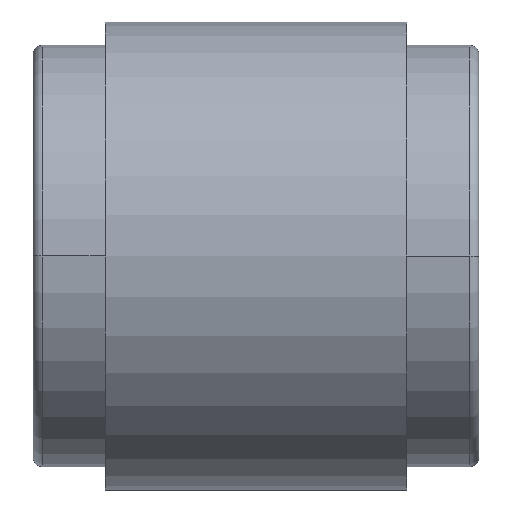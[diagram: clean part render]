
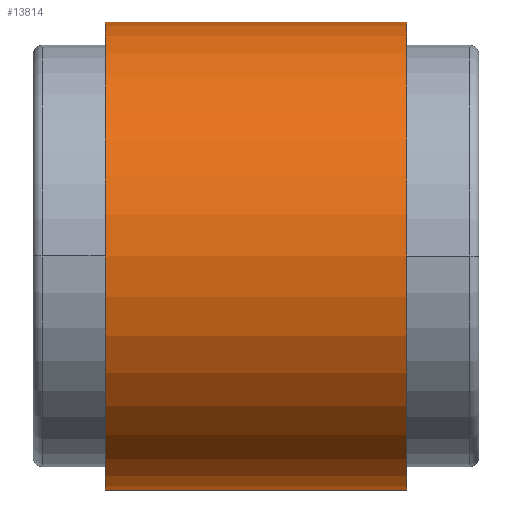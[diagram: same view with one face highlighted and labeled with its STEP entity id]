
A CAD part, left-side view. The second image highlights one B-rep face of the part: STEP entity #13814.
In plain terms, the highlighted cylindrical face has radius 260 mm (diameter 520 mm), a partial arc.
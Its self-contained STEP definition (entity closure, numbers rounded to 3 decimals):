
#187 = DIRECTION ( 'NONE',  ( 1., 0., 0. ) ) ;
#411 = DIRECTION ( 'NONE',  ( 0., -1., 0. ) ) ;
#1444 = ORIENTED_EDGE ( 'NONE', *, *, #10530, .T. ) ;
#1823 = CIRCLE ( 'NONE', #12622, 260. ) ;
#2554 = DIRECTION ( 'NONE',  ( 0., 0., -1. ) ) ;
#2576 = VECTOR ( 'NONE', #9921, 1000. ) ;
#3017 = VERTEX_POINT ( 'NONE', #10924 ) ;
#3343 = ORIENTED_EDGE ( 'NONE', *, *, #11427, .T. ) ;
#4032 = CARTESIAN_POINT ( 'NONE',  ( 0., 247.5, -260. ) ) ;
#4096 = DIRECTION ( 'NONE',  ( 1., 0., 0. ) ) ;
#4840 = CIRCLE ( 'NONE', #12872, 260. ) ;
#4846 = FACE_OUTER_BOUND ( 'NONE', #7634, .T. ) ;
#4902 = DIRECTION ( 'NONE',  ( 0., 1., 0. ) ) ;
#4920 = CARTESIAN_POINT ( 'NONE',  ( 0., 247.5, 0. ) ) ;
#5093 = VECTOR ( 'NONE', #8840, 1000. ) ;
#5554 = AXIS2_PLACEMENT_3D ( 'NONE', #4920, #6091, #2554 ) ;
#5993 = EDGE_CURVE ( 'NONE', #3017, #9158, #4840, .T. ) ;
#6091 = DIRECTION ( 'NONE',  ( 0., -1., 0. ) ) ;
#7634 = EDGE_LOOP ( 'NONE', ( #10627, #3343, #1444, #9004 ) ) ;
#8590 = EDGE_CURVE ( 'NONE', #14195, #9158, #11181, .T. ) ;
#8840 = DIRECTION ( 'NONE',  ( 0., -1., 0. ) ) ;
#9004 = ORIENTED_EDGE ( 'NONE', *, *, #5993, .T. ) ;
#9158 = VERTEX_POINT ( 'NONE', #9509 ) ;
#9509 = CARTESIAN_POINT ( 'NONE',  ( 0., -167.5, 260. ) ) ;
#9921 = DIRECTION ( 'NONE',  ( 0., -1., 0. ) ) ;
#10077 = CARTESIAN_POINT ( 'NONE',  ( 0., 167.5, 0. ) ) ;
#10530 = EDGE_CURVE ( 'NONE', #15524, #3017, #13406, .T. ) ;
#10627 = ORIENTED_EDGE ( 'NONE', *, *, #8590, .F. ) ;
#10924 = CARTESIAN_POINT ( 'NONE',  ( 0., -167.5, -260. ) ) ;
#10959 = CARTESIAN_POINT ( 'NONE',  ( 0., -167.5, 0. ) ) ;
#11055 = CYLINDRICAL_SURFACE ( 'NONE', #5554, 260. ) ;
#11181 = LINE ( 'NONE', #13235, #2576 ) ;
#11214 = CARTESIAN_POINT ( 'NONE',  ( 0., 167.5, -260. ) ) ;
#11427 = EDGE_CURVE ( 'NONE', #14195, #15524, #1823, .T. ) ;
#11680 = CARTESIAN_POINT ( 'NONE',  ( 0., 167.5, 260. ) ) ;
#12622 = AXIS2_PLACEMENT_3D ( 'NONE', #10077, #411, #4096 ) ;
#12872 = AXIS2_PLACEMENT_3D ( 'NONE', #10959, #4902, #187 ) ;
#13235 = CARTESIAN_POINT ( 'NONE',  ( 0., 247.5, 260. ) ) ;
#13406 = LINE ( 'NONE', #4032, #5093 ) ;
#13814 = ADVANCED_FACE ( 'NONE', ( #4846 ), #11055, .T. ) ;
#14195 = VERTEX_POINT ( 'NONE', #11680 ) ;
#15524 = VERTEX_POINT ( 'NONE', #11214 ) ;
